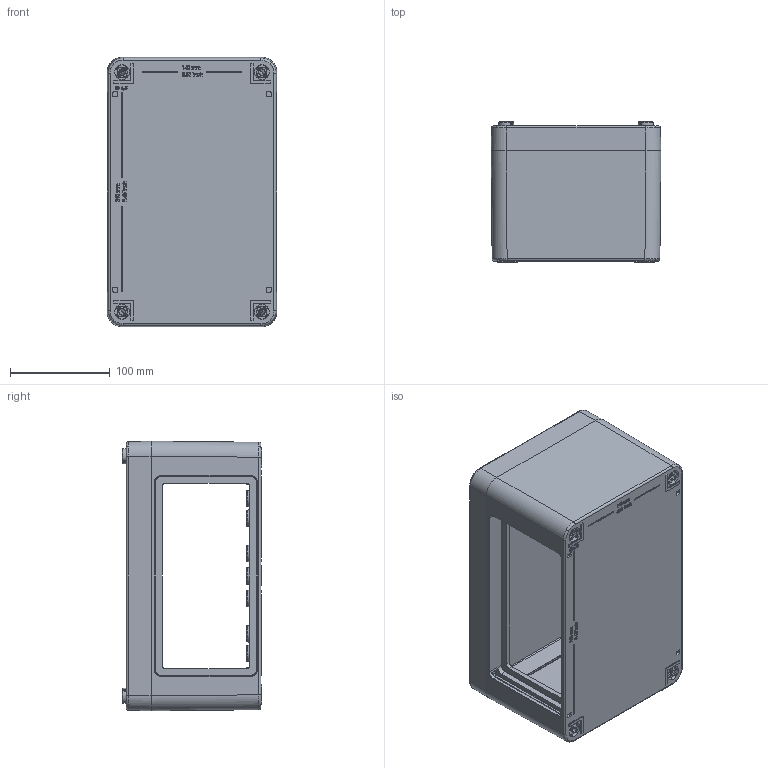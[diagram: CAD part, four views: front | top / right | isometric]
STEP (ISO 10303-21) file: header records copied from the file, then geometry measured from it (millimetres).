
FILE_DESCRIPTION (( 'STEP AP214' ), '1' );
FILE_NAME ('14010000.STEP', '2009-01-21T14:05:46', ( ' ' ), ( '' ), 'SwSTEP 2.0', 'SolidWorks 2008', '' );
FILE_SCHEMA (( 'AUTOMOTIVE_DESIGN' ));
Length unit declared in the file: millimetre
Products named in the file (9): 39027_Standard; 39001_Standard; 39008_Standard; 39002_Standard; 94074_Vorspannung; 82304_Standard; 39021_Standard; 14010000
Assembly tree (20 placements, depth 3):
  14010000
    39008_Standard  x4
    39021_Standard  x4
    39027_Standard  x4
    39002_Standard
    94074_Vorspannung  x4
    82304_Standard
    39001_Standard
      39001_Standard
Bounding box: 170 x 140 x 270 mm (x, y, z)
Volume: 1033979.8 mm3; surface area: 469032.5 mm2
Topology: 19 solids, 19 shells, 3972 faces, 10026 edges, 6165 vertices
Faces by surface type: plane 1165, bspline 1141, cylinder 1001, cone 346, torus 269, sphere 50
Entity records: 131019 total; most frequent: CARTESIAN_POINT 64544, ORIENTED_EDGE 15720, DIRECTION 11649, EDGE_CURVE 7860, VERTEX_POINT 4821, AXIS2_PLACEMENT_3D 4378, EDGE_LOOP 3335, ADVANCED_FACE 3171
